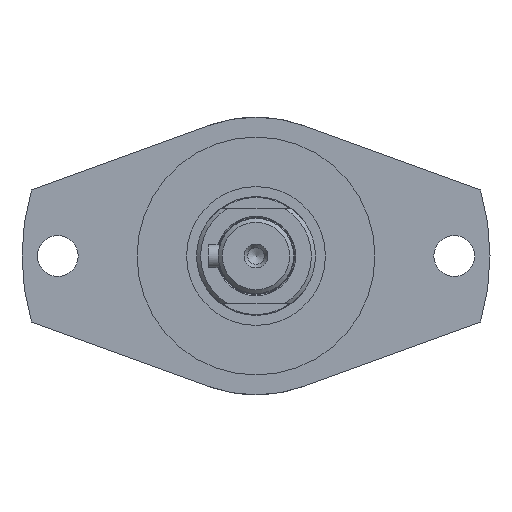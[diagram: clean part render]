
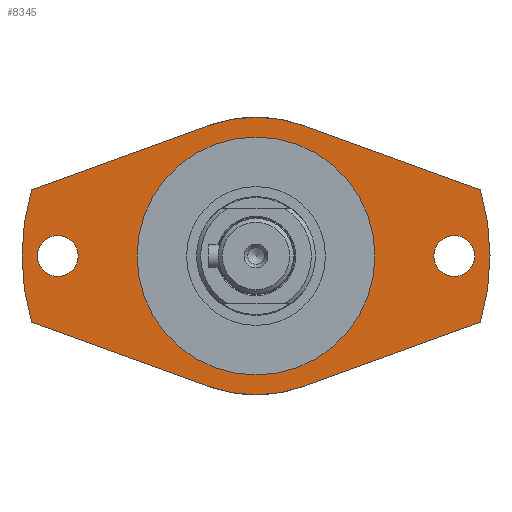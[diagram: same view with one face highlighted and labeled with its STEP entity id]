
A CAD part, left-side view. The second image highlights one B-rep face of the part: STEP entity #8345.
In plain terms, the highlighted planar face has unit normal (-1, 0, 0).
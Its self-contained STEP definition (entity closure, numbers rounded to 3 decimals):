
#66=FACE_BOUND('',#2685,.T.);
#67=FACE_BOUND('',#2686,.T.);
#68=FACE_BOUND('',#2687,.T.);
#806=LINE('',#13963,#1312);
#807=LINE('',#13966,#1313);
#808=LINE('',#13968,#1314);
#809=LINE('',#13971,#1315);
#1312=VECTOR('',#11381,10.);
#1313=VECTOR('',#11384,10.);
#1314=VECTOR('',#11385,10.);
#1315=VECTOR('',#11388,10.);
#2164=FACE_OUTER_BOUND('',#2684,.T.);
#2684=EDGE_LOOP('',(#6735,#6736,#6737,#6738,#6739,#6740,#6741,#6742));
#2685=EDGE_LOOP('',(#6743));
#2686=EDGE_LOOP('',(#6744));
#2687=EDGE_LOOP('',(#6745,#6746));
#3322=CIRCLE('',#9336,59.);
#3323=CIRCLE('',#9338,30.);
#3324=CIRCLE('',#9339,30.);
#3328=CIRCLE('',#9345,59.);
#3329=CIRCLE('',#9347,35.);
#3330=CIRCLE('',#9348,35.);
#3331=CIRCLE('',#9349,5.15);
#3332=CIRCLE('',#9350,5.15);
#3926=VERTEX_POINT('',#13936);
#3927=VERTEX_POINT('',#13938);
#3928=VERTEX_POINT('',#13942);
#3929=VERTEX_POINT('',#13943);
#3932=VERTEX_POINT('',#13953);
#3935=VERTEX_POINT('',#13958);
#3936=VERTEX_POINT('',#13962);
#3937=VERTEX_POINT('',#13964);
#3938=VERTEX_POINT('',#13967);
#3939=VERTEX_POINT('',#13969);
#3940=VERTEX_POINT('',#13972);
#3941=VERTEX_POINT('',#13974);
#4919=EDGE_CURVE('',#3926,#3927,#3322,.T.);
#4921=EDGE_CURVE('',#3928,#3929,#3323,.T.);
#4922=EDGE_CURVE('',#3929,#3928,#3324,.T.);
#4929=EDGE_CURVE('',#3935,#3932,#3328,.T.);
#4930=EDGE_CURVE('',#3926,#3936,#806,.T.);
#4931=EDGE_CURVE('',#3936,#3937,#3329,.T.);
#4932=EDGE_CURVE('',#3937,#3932,#807,.T.);
#4933=EDGE_CURVE('',#3935,#3938,#808,.T.);
#4934=EDGE_CURVE('',#3938,#3939,#3330,.T.);
#4935=EDGE_CURVE('',#3939,#3927,#809,.T.);
#4936=EDGE_CURVE('',#3940,#3940,#3331,.T.);
#4937=EDGE_CURVE('',#3941,#3941,#3332,.T.);
#6735=ORIENTED_EDGE('',*,*,#4930,.T.);
#6736=ORIENTED_EDGE('',*,*,#4931,.T.);
#6737=ORIENTED_EDGE('',*,*,#4932,.T.);
#6738=ORIENTED_EDGE('',*,*,#4929,.F.);
#6739=ORIENTED_EDGE('',*,*,#4933,.T.);
#6740=ORIENTED_EDGE('',*,*,#4934,.T.);
#6741=ORIENTED_EDGE('',*,*,#4935,.T.);
#6742=ORIENTED_EDGE('',*,*,#4919,.F.);
#6743=ORIENTED_EDGE('',*,*,#4936,.T.);
#6744=ORIENTED_EDGE('',*,*,#4937,.T.);
#6745=ORIENTED_EDGE('',*,*,#4921,.T.);
#6746=ORIENTED_EDGE('',*,*,#4922,.T.);
#7906=PLANE('',#9346);
#8345=ADVANCED_FACE('',(#2164,#66,#67,#68),#7906,.T.);
#9336=AXIS2_PLACEMENT_3D('',#13939,#11355,#11356);
#9338=AXIS2_PLACEMENT_3D('',#13944,#11360,#11361);
#9339=AXIS2_PLACEMENT_3D('',#13945,#11362,#11363);
#9345=AXIS2_PLACEMENT_3D('',#13960,#11377,#11378);
#9346=AXIS2_PLACEMENT_3D('',#13961,#11379,#11380);
#9347=AXIS2_PLACEMENT_3D('',#13965,#11382,#11383);
#9348=AXIS2_PLACEMENT_3D('',#13970,#11386,#11387);
#9349=AXIS2_PLACEMENT_3D('',#13973,#11389,#11390);
#9350=AXIS2_PLACEMENT_3D('',#13975,#11391,#11392);
#11355=DIRECTION('center_axis',(1.,0.,0.));
#11356=DIRECTION('ref_axis',(0.,1.,0.));
#11360=DIRECTION('center_axis',(1.,0.,0.));
#11361=DIRECTION('ref_axis',(0.,1.,0.));
#11362=DIRECTION('center_axis',(1.,0.,0.));
#11363=DIRECTION('ref_axis',(0.,1.,0.));
#11377=DIRECTION('center_axis',(1.,0.,0.));
#11378=DIRECTION('ref_axis',(0.,1.,0.));
#11379=DIRECTION('center_axis',(-1.,0.,0.));
#11380=DIRECTION('ref_axis',(0.,0.,1.));
#11381=DIRECTION('',(0.,-0.94,-0.342));
#11382=DIRECTION('center_axis',(-1.,0.,0.));
#11383=DIRECTION('ref_axis',(0.,-0.342,0.94));
#11384=DIRECTION('',(0.,-0.94,0.342));
#11385=DIRECTION('',(0.,0.94,0.342));
#11386=DIRECTION('center_axis',(-1.,0.,0.));
#11387=DIRECTION('ref_axis',(0.,0.342,-0.94));
#11388=DIRECTION('',(0.,0.94,-0.342));
#11389=DIRECTION('center_axis',(1.,0.,0.));
#11390=DIRECTION('ref_axis',(0.,0.,
-1.));
#11391=DIRECTION('center_axis',(1.,0.,0.));
#11392=DIRECTION('ref_axis',(0.,0.,
-1.));
#13936=CARTESIAN_POINT('',(-165.5,56.604,-16.644));
#13938=CARTESIAN_POINT('',(-165.5,56.604,16.644));
#13939=CARTESIAN_POINT('Origin',(-165.5,0.,0.));
#13942=CARTESIAN_POINT('',(-165.5,30.,0.));
#13943=CARTESIAN_POINT('',(-165.5,-30.,0.));
#13944=CARTESIAN_POINT('Origin',(-165.5,0.,0.));
#13945=CARTESIAN_POINT('Origin',(-165.5,0.,0.));
#13953=CARTESIAN_POINT('',(-165.5,-56.604,-16.644));
#13958=CARTESIAN_POINT('',(-165.5,-56.604,16.644));
#13960=CARTESIAN_POINT('Origin',(-165.5,0.,0.));
#13961=CARTESIAN_POINT('Origin',(-165.5,44.5,0.));
#13962=CARTESIAN_POINT('',(-165.5,11.971,-32.889));
#13963=CARTESIAN_POINT('',(-165.5,76.799,-9.294));
#13964=CARTESIAN_POINT('',(-165.5,-11.971,-32.889));
#13965=CARTESIAN_POINT('Origin',(-165.5,0.,0.));
#13966=CARTESIAN_POINT('',(-165.5,7.677,-40.04));
#13967=CARTESIAN_POINT('',(-165.5,-11.971,32.889));
#13968=CARTESIAN_POINT('',(-165.5,-37.505,23.596));
#13969=CARTESIAN_POINT('',(-165.5,11.971,32.889));
#13970=CARTESIAN_POINT('Origin',(-165.5,0.,0.));
#13971=CARTESIAN_POINT('',(-165.5,31.618,25.738));
#13972=CARTESIAN_POINT('',(-165.5,-50.,5.15));
#13973=CARTESIAN_POINT('Origin',(-165.5,-50.,0.));
#13974=CARTESIAN_POINT('',(-165.5,50.,5.15));
#13975=CARTESIAN_POINT('Origin',(-165.5,50.,0.));
